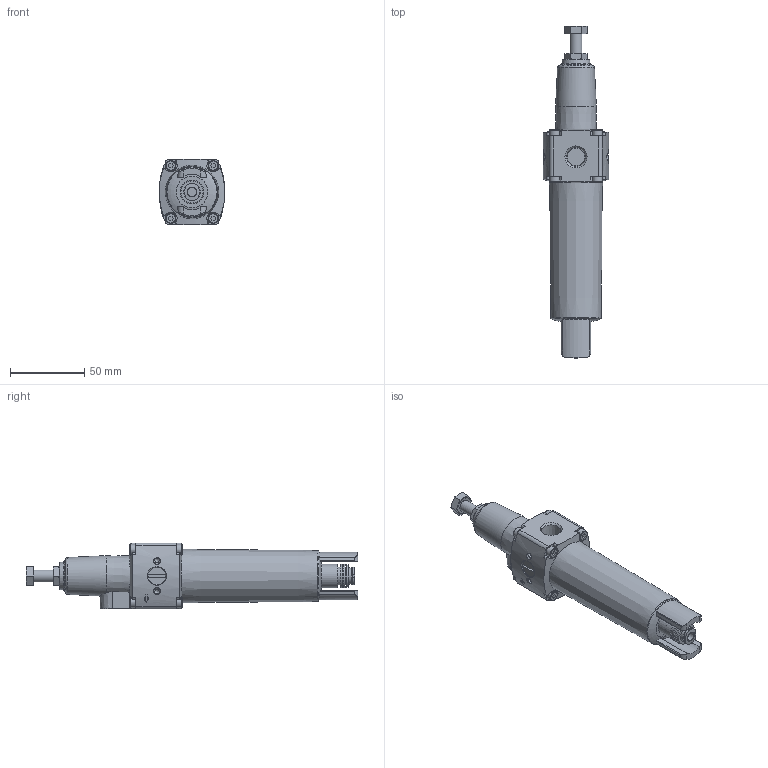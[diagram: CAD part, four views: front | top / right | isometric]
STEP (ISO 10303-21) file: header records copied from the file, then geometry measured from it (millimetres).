
FILE_DESCRIPTION(/* description */ ('STEP AP214'),/* implementation_level */ '2;1');
FILE_NAME(/* name */ '8195718_PCRP-44-N14-12-C-R1-VC-T31',/* time_stamp */ '2024-09-13T16:32:24+02:00',/* author */ ('License CC BY-ND 4.0'),/* organization */ ('CADENAS'),/* preprocessor_version */ 'ST-DEVELOPER v19.3',/* originating_system */ 'PARTsolutions',/* authorisation */ ' ');
FILE_SCHEMA (('AUTOMOTIVE_DESIGN {1 0 10303 214 3 1 1}'));
Length unit declared in the file: millimetre
Products named in the file (5): 8195718 PCRP-44-N14-12-C-R1-VC-T31; 8195718 PCRP-44-N14-12-C-R1-VC-T31---(h); 4872197 PCRP---(s); DIN-439-B - M8(F); 5058551 PCRP-44---(s)
Assembly tree (5 placements, depth 2):
  8195718 PCRP-44-N14-12-C-R1-VC-T31
    8195718 PCRP-44-N14-12-C-R1-VC-T31---(h)
    4872197 PCRP---(s)  x2
    DIN-439-B - M8(F)
    5058551 PCRP-44---(s)
Bounding box: 44 x 222.98 x 44 mm (x, y, z)
Volume: 182619.5 mm3; surface area: 34136.6 mm2
Topology: 5 solids, 5 shells, 309 faces, 737 edges, 481 vertices
Faces by surface type: plane 159, cylinder 86, cone 40, torus 22, sphere 2
Full cylindrical faces by diameter (mm): 3.242 x4, 4.8 x1, 5 x2, 6 x1, 6.647 x2, 7 x8, 8 x1, 8.64 x2, 8.8 x1, 11 x5, 11.445 x2, 11.6 x2, 13.157 x2, 14.84 x1, 15.8 x1, 21.2 x1
Entity records: 10072 total; most frequent: CARTESIAN_POINT 1864, DIRECTION 1304, ORIENTED_EDGE 1202, EDGE_CURVE 601, AXIS2_PLACEMENT_3D 513, VERTEX_POINT 440, FACE_BOUND 423, EDGE_LOOP 419
